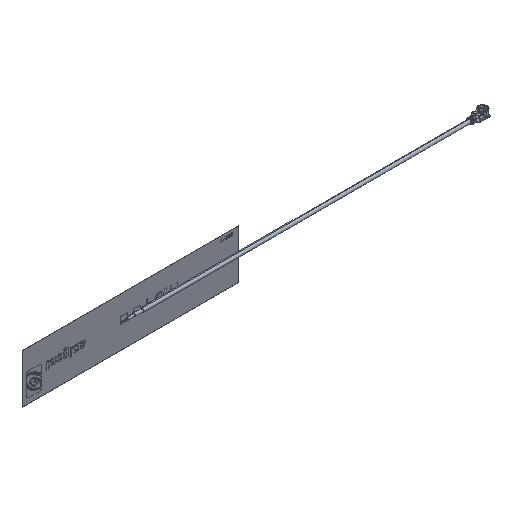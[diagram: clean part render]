
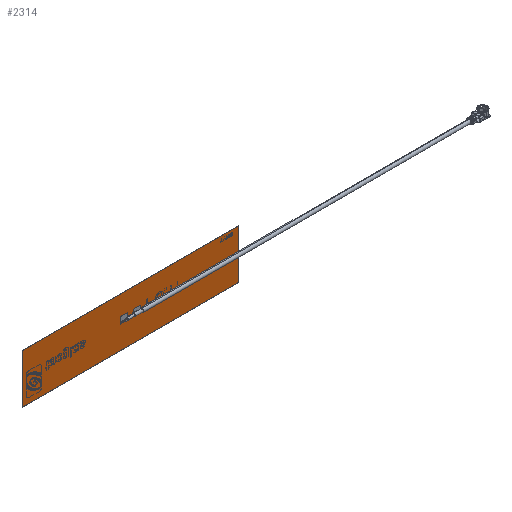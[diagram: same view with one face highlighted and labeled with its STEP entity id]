
A CAD part, isometric view. The second image highlights one B-rep face of the part: STEP entity #2314.
In plain terms, the highlighted planar face has unit normal (0, -1, 0).
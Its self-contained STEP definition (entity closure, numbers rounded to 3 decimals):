
#404 = VERTEX_POINT ( 'NONE', #8237 ) ;
#474 = EDGE_CURVE ( 'NONE', #3429, #10435, #12860, .T. ) ;
#695 = VECTOR ( 'NONE', #6933, 1000. ) ;
#760 = CARTESIAN_POINT ( 'NONE',  ( -1., 0., 0. ) ) ;
#1040 = CARTESIAN_POINT ( 'NONE',  ( 0., 0., -6. ) ) ;
#1171 = CARTESIAN_POINT ( 'NONE',  ( 0., 0., -6. ) ) ;
#1228 = LINE ( 'NONE', #11611, #8862 ) ;
#2001 = CARTESIAN_POINT ( 'NONE',  ( 0., 0., -8. ) ) ;
#2083 = CARTESIAN_POINT ( 'NONE',  ( -33., 0., -15. ) ) ;
#2092 = EDGE_LOOP ( 'NONE', ( #12897, #15013, #10113, #5292 ) ) ;
#2314 = ADVANCED_FACE ( 'NONE', ( #15350, #13705, #4427 ), #11011, .F. ) ;
#2374 = EDGE_CURVE ( 'NONE', #4326, #8939, #12267, .T. ) ;
#2525 = EDGE_CURVE ( 'NONE', #10435, #10678, #12466, .T. ) ;
#2631 = VECTOR ( 'NONE', #16590, 1000. ) ;
#2650 = VECTOR ( 'NONE', #12961, 1000. ) ;
#2849 = CARTESIAN_POINT ( 'NONE',  ( -3., 0., 0. ) ) ;
#2980 = EDGE_LOOP ( 'NONE', ( #12618, #8838, #8141, #13165 ) ) ;
#3045 = EDGE_CURVE ( 'NONE', #7240, #11400, #8169, .T. ) ;
#3329 = DIRECTION ( 'NONE',  ( 1., 0., 0. ) ) ;
#3429 = VERTEX_POINT ( 'NONE', #10668 ) ;
#3716 = CARTESIAN_POINT ( 'NONE',  ( 33., 0., 0. ) ) ;
#4326 = VERTEX_POINT ( 'NONE', #8017 ) ;
#4427 = FACE_BOUND ( 'NONE', #2092, .T. ) ;
#4571 = VERTEX_POINT ( 'NONE', #4776 ) ;
#4622 = ORIENTED_EDGE ( 'NONE', *, *, #2374, .F. ) ;
#4776 = CARTESIAN_POINT ( 'NONE',  ( 33., 0., 0. ) ) ;
#4975 = VECTOR ( 'NONE', #6402, 1000. ) ;
#5219 = EDGE_CURVE ( 'NONE', #5592, #4571, #1228, .T. ) ;
#5272 = EDGE_CURVE ( 'NONE', #11400, #6093, #15074, .T. ) ;
#5292 = ORIENTED_EDGE ( 'NONE', *, *, #7481, .F. ) ;
#5397 = EDGE_CURVE ( 'NONE', #8939, #5592, #12998, .T. ) ;
#5468 = LINE ( 'NONE', #2849, #13723 ) ;
#5592 = VERTEX_POINT ( 'NONE', #7392 ) ;
#5677 = CARTESIAN_POINT ( 'NONE',  ( 0., 0., 0. ) ) ;
#5934 = AXIS2_PLACEMENT_3D ( 'NONE', #5677, #14966, #12321 ) ;
#6093 = VERTEX_POINT ( 'NONE', #13536 ) ;
#6229 = DIRECTION ( 'NONE',  ( -1., 0., 0. ) ) ;
#6402 = DIRECTION ( 'NONE',  ( -1., 0., 0. ) ) ;
#6624 = DIRECTION ( 'NONE',  ( 0., 0., 1. ) ) ;
#6896 = CARTESIAN_POINT ( 'NONE',  ( -1., 0., -8. ) ) ;
#6933 = DIRECTION ( 'NONE',  ( -1., 0., 0. ) ) ;
#7147 = CARTESIAN_POINT ( 'NONE',  ( 0., 0., -8. ) ) ;
#7240 = VERTEX_POINT ( 'NONE', #8967 ) ;
#7392 = CARTESIAN_POINT ( 'NONE',  ( -33., 0., 0. ) ) ;
#7481 = EDGE_CURVE ( 'NONE', #10371, #3429, #5468, .T. ) ;
#7666 = LINE ( 'NONE', #1171, #4975 ) ;
#8017 = CARTESIAN_POINT ( 'NONE',  ( 33., 0., -15. ) ) ;
#8141 = ORIENTED_EDGE ( 'NONE', *, *, #3045, .F. ) ;
#8169 = LINE ( 'NONE', #2001, #10029 ) ;
#8204 = ORIENTED_EDGE ( 'NONE', *, *, #5397, .F. ) ;
#8237 = CARTESIAN_POINT ( 'NONE',  ( 1., 0., -6. ) ) ;
#8838 = ORIENTED_EDGE ( 'NONE', *, *, #5272, .F. ) ;
#8862 = VECTOR ( 'NONE', #12884, 1000. ) ;
#8939 = VERTEX_POINT ( 'NONE', #2083 ) ;
#8967 = CARTESIAN_POINT ( 'NONE',  ( 1., 0., -8. ) ) ;
#9150 = EDGE_CURVE ( 'NONE', #10678, #10371, #13105, .T. ) ;
#9601 = VECTOR ( 'NONE', #6229, 1000. ) ;
#9709 = VECTOR ( 'NONE', #6624, 1000. ) ;
#10029 = VECTOR ( 'NONE', #3329, 1000. ) ;
#10113 = ORIENTED_EDGE ( 'NONE', *, *, #474, .F. ) ;
#10371 = VERTEX_POINT ( 'NONE', #11706 ) ;
#10385 = VECTOR ( 'NONE', #14999, 1000. ) ;
#10435 = VERTEX_POINT ( 'NONE', #6896 ) ;
#10668 = CARTESIAN_POINT ( 'NONE',  ( -3., 0., -8. ) ) ;
#10678 = VERTEX_POINT ( 'NONE', #13767 ) ;
#11011 = PLANE ( 'NONE',  #5934 ) ;
#11286 = DIRECTION ( 'NONE',  ( 0., 0., 1. ) ) ;
#11400 = VERTEX_POINT ( 'NONE', #14537 ) ;
#11414 = VECTOR ( 'NONE', #11286, 1000. ) ;
#11611 = CARTESIAN_POINT ( 'NONE',  ( 0., 0., 0. ) ) ;
#11655 = EDGE_CURVE ( 'NONE', #404, #7240, #14828, .T. ) ;
#11706 = CARTESIAN_POINT ( 'NONE',  ( -3., 0., -6. ) ) ;
#12267 = LINE ( 'NONE', #14840, #695 ) ;
#12321 = DIRECTION ( 'NONE',  ( 1., 0., 0. ) ) ;
#12466 = LINE ( 'NONE', #760, #11414 ) ;
#12487 = ORIENTED_EDGE ( 'NONE', *, *, #13389, .F. ) ;
#12604 = VECTOR ( 'NONE', #16933, 1000. ) ;
#12618 = ORIENTED_EDGE ( 'NONE', *, *, #14512, .F. ) ;
#12860 = LINE ( 'NONE', #7147, #10385 ) ;
#12884 = DIRECTION ( 'NONE',  ( 1., 0., 0. ) ) ;
#12897 = ORIENTED_EDGE ( 'NONE', *, *, #9150, .F. ) ;
#12961 = DIRECTION ( 'NONE',  ( 0., 0., -1. ) ) ;
#12998 = LINE ( 'NONE', #13460, #9709 ) ;
#13105 = LINE ( 'NONE', #1040, #9601 ) ;
#13165 = ORIENTED_EDGE ( 'NONE', *, *, #11655, .F. ) ;
#13311 = DIRECTION ( 'NONE',  ( 0., 0., -1. ) ) ;
#13389 = EDGE_CURVE ( 'NONE', #4571, #4326, #13403, .T. ) ;
#13394 = EDGE_LOOP ( 'NONE', ( #16007, #8204, #4622, #12487 ) ) ;
#13403 = LINE ( 'NONE', #3716, #2650 ) ;
#13460 = CARTESIAN_POINT ( 'NONE',  ( -33., 0., 0. ) ) ;
#13536 = CARTESIAN_POINT ( 'NONE',  ( 3., 0., -6. ) ) ;
#13705 = FACE_BOUND ( 'NONE', #2980, .T. ) ;
#13723 = VECTOR ( 'NONE', #13311, 1000. ) ;
#13767 = CARTESIAN_POINT ( 'NONE',  ( -1., 0., -6. ) ) ;
#13774 = CARTESIAN_POINT ( 'NONE',  ( 1., 0., 0. ) ) ;
#14512 = EDGE_CURVE ( 'NONE', #6093, #404, #7666, .T. ) ;
#14537 = CARTESIAN_POINT ( 'NONE',  ( 3., 0., -8. ) ) ;
#14828 = LINE ( 'NONE', #13774, #2631 ) ;
#14840 = CARTESIAN_POINT ( 'NONE',  ( 0., 0., -15. ) ) ;
#14966 = DIRECTION ( 'NONE',  ( 0., 1., 0. ) ) ;
#14999 = DIRECTION ( 'NONE',  ( 1., 0., 0. ) ) ;
#15013 = ORIENTED_EDGE ( 'NONE', *, *, #2525, .F. ) ;
#15074 = LINE ( 'NONE', #15757, #12604 ) ;
#15350 = FACE_OUTER_BOUND ( 'NONE', #13394, .T. ) ;
#15757 = CARTESIAN_POINT ( 'NONE',  ( 3., 0., 0. ) ) ;
#16007 = ORIENTED_EDGE ( 'NONE', *, *, #5219, .F. ) ;
#16590 = DIRECTION ( 'NONE',  ( 0., 0., -1. ) ) ;
#16933 = DIRECTION ( 'NONE',  ( 0., 0., 1. ) ) ;
